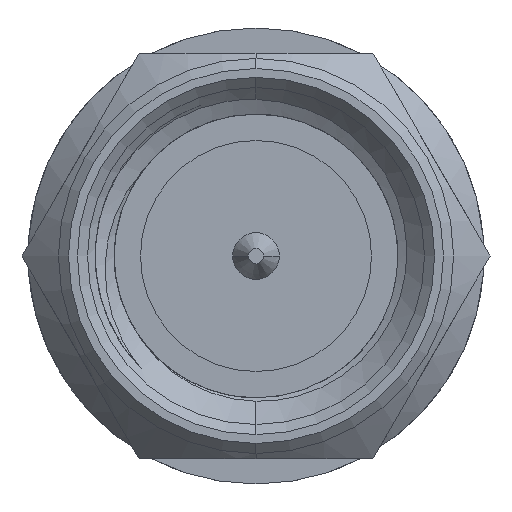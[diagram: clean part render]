
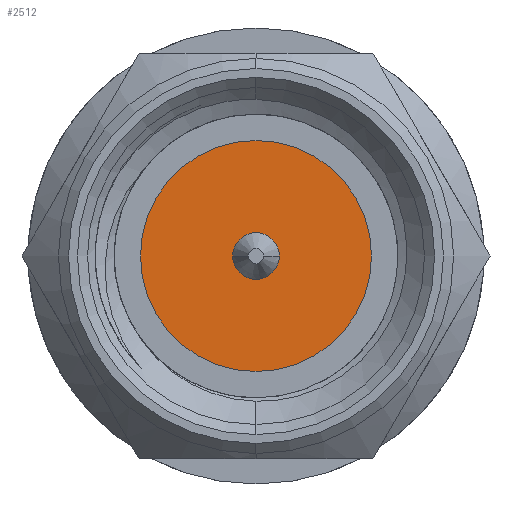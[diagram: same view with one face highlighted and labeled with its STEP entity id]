
A CAD part, left-side view. The second image highlights one B-rep face of the part: STEP entity #2512.
In plain terms, the highlighted planar face has unit normal (-1, 0, 0).
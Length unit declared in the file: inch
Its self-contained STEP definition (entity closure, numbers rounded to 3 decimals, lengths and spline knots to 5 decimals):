
#1=CARTESIAN_POINT('',(0.,0.,0.));
#2=DIRECTION('',(-1.,0.,0.));
#3=DIRECTION('',(0.,0.,-1.));
#4=AXIS2_PLACEMENT_3D('',#1,#2,#3);
#6=CARTESIAN_POINT('',(0.,0.,0.));
#7=DIRECTION('',(1.,0.,0.));
#8=DIRECTION('',(0.,0.,-1.));
#9=AXIS2_PLACEMENT_3D('',#6,#7,#8);
#11=CARTESIAN_POINT('',(0.,0.,0.));
#12=DIRECTION('',(1.,0.,0.));
#13=DIRECTION('',(0.,1.,0.));
#14=AXIS2_PLACEMENT_3D('',#11,#12,#13);
#16=CARTESIAN_POINT('',(0.,0.,0.));
#17=DIRECTION('',(1.,0.,0.));
#18=DIRECTION('',(0.,-1.,0.));
#19=AXIS2_PLACEMENT_3D('',#16,#17,#18);
#2235=CARTESIAN_POINT('',(0.,0.,-0.08976));
#2236=CARTESIAN_POINT('',(0.,0.,0.08976));
#2237=VERTEX_POINT('',#2235);
#2238=VERTEX_POINT('',#2236);
#2475=CARTESIAN_POINT('',(0.,0.01811,0.));
#2476=CARTESIAN_POINT('',(0.,-0.01811,0.));
#2477=VERTEX_POINT('',#2475);
#2478=VERTEX_POINT('',#2476);
#2495=CARTESIAN_POINT('',(0.,0.,0.));
#2496=DIRECTION('',(1.,0.,0.));
#2497=DIRECTION('',(0.,0.,1.));
#2498=AXIS2_PLACEMENT_3D('',#2495,#2496,#2497);
#2499=PLANE('',#2498);
#2501=ORIENTED_EDGE('',*,*,#2500,.F.);
#2503=ORIENTED_EDGE('',*,*,#2502,.T.);
#2504=EDGE_LOOP('',(#2501,#2503));
#2505=FACE_OUTER_BOUND('',#2504,.F.);
#2507=ORIENTED_EDGE('',*,*,#2506,.F.);
#2509=ORIENTED_EDGE('',*,*,#2508,.F.);
#2510=EDGE_LOOP('',(#2507,#2509));
#2511=FACE_BOUND('',#2510,.F.);
#2512=ADVANCED_FACE('',(#2505,#2511),#2499,.F.);
#5=CIRCLE('',#4,0.08976);
#10=CIRCLE('',#9,0.08976);
#15=CIRCLE('',#14,0.01811);
#20=CIRCLE('',#19,0.01811);
#2500=EDGE_CURVE('',#2237,#2238,#5,.T.);
#2502=EDGE_CURVE('',#2237,#2238,#10,.T.);
#2506=EDGE_CURVE('',#2477,#2478,#15,.T.);
#2508=EDGE_CURVE('',#2478,#2477,#20,.T.);
